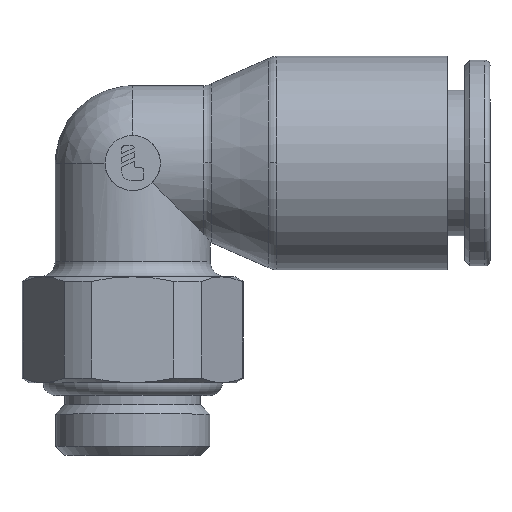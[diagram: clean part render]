
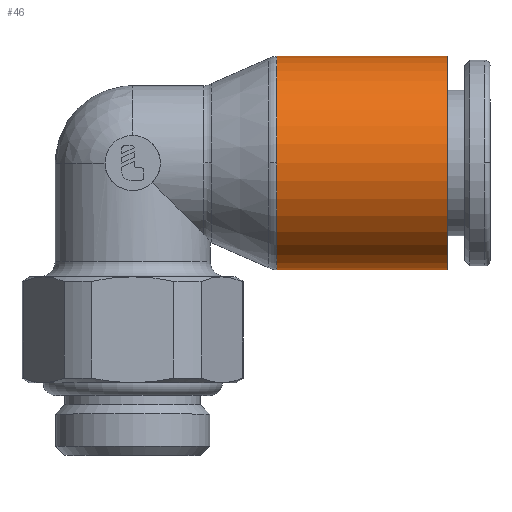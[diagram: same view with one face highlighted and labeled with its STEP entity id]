
A CAD part, top view. The second image highlights one B-rep face of the part: STEP entity #46.
In plain terms, the highlighted cylindrical face has radius 6.75 mm (diameter 13.5 mm), a partial arc.
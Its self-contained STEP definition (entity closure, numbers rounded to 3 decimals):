
#46=ADVANCED_FACE('',(#151),#152,.T.);
#151=FACE_OUTER_BOUND('',#370,.T.);
#152=CYLINDRICAL_SURFACE('',#371,6.75);
#370=EDGE_LOOP('',(#589,#590,#591,#592,#593));
#371=AXIS2_PLACEMENT_3D('',#594,#595,#596);
#589=ORIENTED_EDGE('',*,*,#1407,.F.);
#590=ORIENTED_EDGE('',*,*,#1408,.T.);
#591=ORIENTED_EDGE('',*,*,#1409,.T.);
#592=ORIENTED_EDGE('',*,*,#1410,.F.);
#593=ORIENTED_EDGE('',*,*,#1411,.F.);
#594=CARTESIAN_POINT('',(-5.4,0.0,0.0));
#595=DIRECTION('',(1.0,0.0,0.0));
#596=DIRECTION('',(0.0,1.0,0.0));
#1407=EDGE_CURVE('',#1660,#1661,#1662,.T.);
#1408=EDGE_CURVE('',#1660,#1663,#1664,.T.);
#1409=EDGE_CURVE('',#1663,#1665,#1666,.T.);
#1410=EDGE_CURVE('',#1667,#1665,#1668,.T.);
#1411=EDGE_CURVE('',#1661,#1667,#1669,.T.);
#1660=VERTEX_POINT('',#2073);
#1661=VERTEX_POINT('',#2074);
#1662=LINE('',#2075,#2076);
#1663=VERTEX_POINT('',#2077);
#1664=CIRCLE('',#2078,6.75);
#1665=VERTEX_POINT('',#2079);
#1666=CIRCLE('',#2080,6.75);
#1667=VERTEX_POINT('',#2081);
#1668=LINE('',#2082,#2083);
#1669=CIRCLE('',#2084,6.75);
#2073=CARTESIAN_POINT('',(-10.8,6.75,0.0));
#2074=CARTESIAN_POINT('',(0.,6.75,0.0));
#2075=CARTESIAN_POINT('',(-5.4,6.75,0.));
#2076=VECTOR('',#3104,1.0);
#2077=CARTESIAN_POINT('',(-10.8,0.,6.75));
#2078=AXIS2_PLACEMENT_3D('',#3105,#3106,#3107);
#2079=CARTESIAN_POINT('',(-10.8,-6.75,0.));
#2080=AXIS2_PLACEMENT_3D('',#3108,#3109,#3110);
#2081=CARTESIAN_POINT('',(0.0,-6.75,0.));
#2082=CARTESIAN_POINT('',(-5.4,-6.75,0.));
#2083=VECTOR('',#3111,1.0);
#2084=AXIS2_PLACEMENT_3D('',#3112,#3113,#3114);
#3104=DIRECTION('',(1.0,0.0,0.0));
#3105=CARTESIAN_POINT('',(-10.8,0.0,0.0));
#3106=DIRECTION('',(1.0,0.0,0.0));
#3107=DIRECTION('',(0.0,1.0,0.0));
#3108=CARTESIAN_POINT('',(-10.8,0.0,0.0));
#3109=DIRECTION('',(1.0,0.0,0.0));
#3110=DIRECTION('',(0.0,1.0,0.0));
#3111=DIRECTION('',(-1.0,-0.0,-0.0));
#3112=CARTESIAN_POINT('',(0.,0.0,0.0));
#3113=DIRECTION('',(1.0,0.0,0.0));
#3114=DIRECTION('',(0.0,1.0,0.0));
